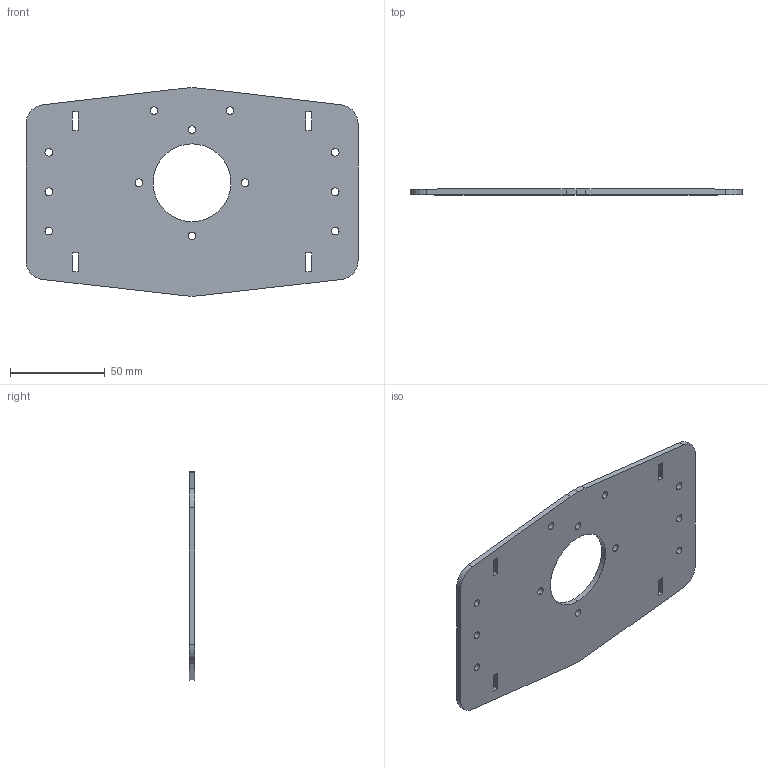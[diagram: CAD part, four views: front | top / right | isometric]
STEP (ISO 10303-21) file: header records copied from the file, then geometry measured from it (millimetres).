
FILE_DESCRIPTION (( 'STEP AP203' ), '1' );
FILE_NAME ('roll_plate_new_Default_sldprt.STEP', '2025-04-30T13:51:30', ( '' ), ( '' ), 'SwSTEP 2.0', 'SolidWorks 2024', '' );
FILE_SCHEMA (( 'CONFIG_CONTROL_DESIGN' ));
Length unit declared in the file: millimetre
Products named in the file (1): roll_plate_new_Default_sldprt
Bounding box: 175 x 3 x 109.78 mm (x, y, z)
Volume: 47608.3 mm3; surface area: 34445.2 mm2
Topology: 1 solids, 1 shells, 81 faces, 213 edges, 134 vertices
Faces by surface type: cylinder 33, cone 24, plane 24
Entity records: 2650 total; most frequent: DIRECTION 467, CARTESIAN_POINT 429, ORIENTED_EDGE 426, EDGE_CURVE 213, AXIS2_PLACEMENT_3D 172, VERTEX_POINT 134, LINE 123, VECTOR 123
